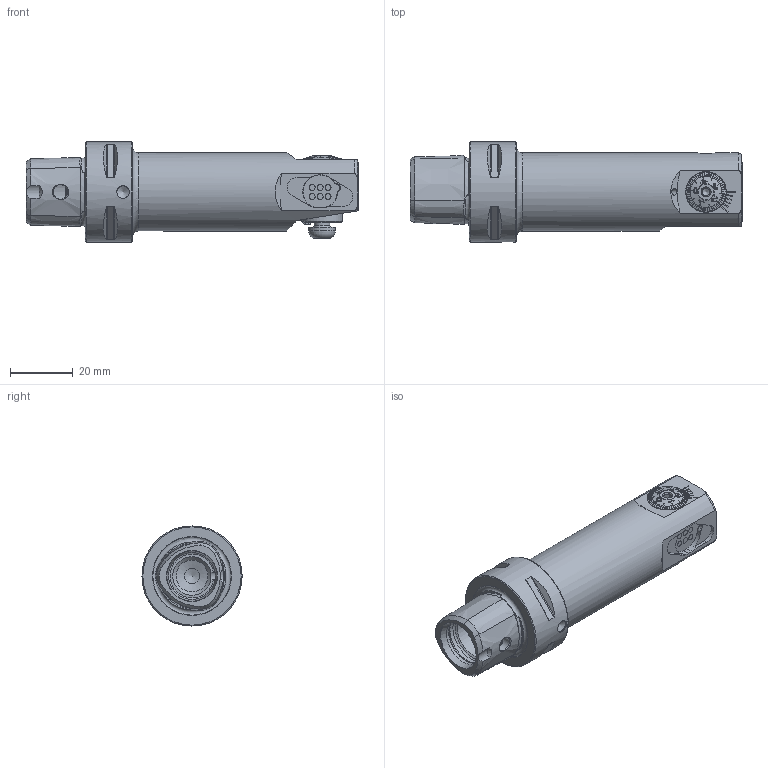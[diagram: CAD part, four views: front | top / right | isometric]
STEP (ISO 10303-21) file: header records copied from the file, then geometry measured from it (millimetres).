
FILE_DESCRIPTION (( 'STEP AP214' ), '1' );
FILE_NAME ('PS3.F25.DA2.090.STEP', '2020-10-12T12:44:41', ( '' ), ( '' ), 'SwSTEP 2.0', 'SolidWorks 2017', '' );
FILE_SCHEMA (( 'AUTOMOTIVE_DESIGN' ));
Length unit declared in the file: millimetre
Products named in the file (17): F25-BG1.009.006_A; Fxx-MAB.xxx.xxx_A_F25x1x2; F25-BG3.005.018_A_Abgedreht; F25-BG2.013.003_A; F25-BG2.013.004_A; Klebstoff D5; PS3.F25.DA2.090; PS3-F25.DA1.090_A; F25-ER1.101.008_A; F25-BG1.DA2.013_Aktuell 0.6.2014-M1x2; DIN 3771 - 11x1; PEE-DA1.011.026_A; F25-BG2.010.011_A; F25-BG1.DA1.013_B_Aktuell 06.2014-M1x2; T7 M2.5 x 6_PreviewCfg; F25-BG2.008.009_A; ISO 4026 - M5 x 4_PreviewCfg
Assembly tree (16 placements, depth 3):
  PS3.F25.DA2.090
    PS3-F25.DA1.090_A
    F25-ER1.101.008_A
    F25-BG1.DA2.013_Aktuell 0.6.2014-M1x2
      F25-BG1.DA1.013_B_Aktuell 06.2014-M1x2
      F25-BG2.010.011_A
      F25-BG2.013.003_A
      F25-BG2.013.004_A
      DIN 3771 - 11x1
      F25-BG2.008.009_A
      F25-BG1.009.006_A
      Fxx-MAB.xxx.xxx_A_F25x1x2
    F25-BG3.005.018_A_Abgedreht
    ISO 4026 - M5 x 4_PreviewCfg
    T7 M2.5 x 6_PreviewCfg
    PEE-DA1.011.026_A
    Klebstoff D5
Bounding box: 106.15 x 32 x 32 mm (x, y, z)
Volume: 46548.4 mm3; surface area: 17193.5 mm2
Topology: 15 solids, 15 shells, 672 faces, 1740 edges, 1127 vertices
Faces by surface type: plane 362, cone 138, cylinder 99, torus 38, bspline 35
Full cylindrical faces by diameter (mm): 0.7 x1, 1.9 x6, 2 x4, 2.05 x2, 2.2 x1, 2.4 x1, 2.5 x1, 2.702 x1, 3 x1, 3.5 x1, 4 x1, 4.2 x2, 4.6 x1, 4.95 x2, 5 x9, 5.5 x1, 6.4 x1, 6.6 x1, 7 x2, 7.3 x1, 7.5 x1, 8.5 x1, 9 x2, 10 x2, 10.2 x1, 10.55 x1, 10.65 x1, 12.85 x1, 12.98 x1, 13 x3
Entity records: 26684 total; most frequent: CARTESIAN_POINT 7826, ORIENTED_EDGE 3144, DIRECTION 2731, EDGE_CURVE 1572, VERTEX_POINT 1089, AXIS2_PLACEMENT_3D 1063, EDGE_LOOP 857, FACE_OUTER_BOUND 751
